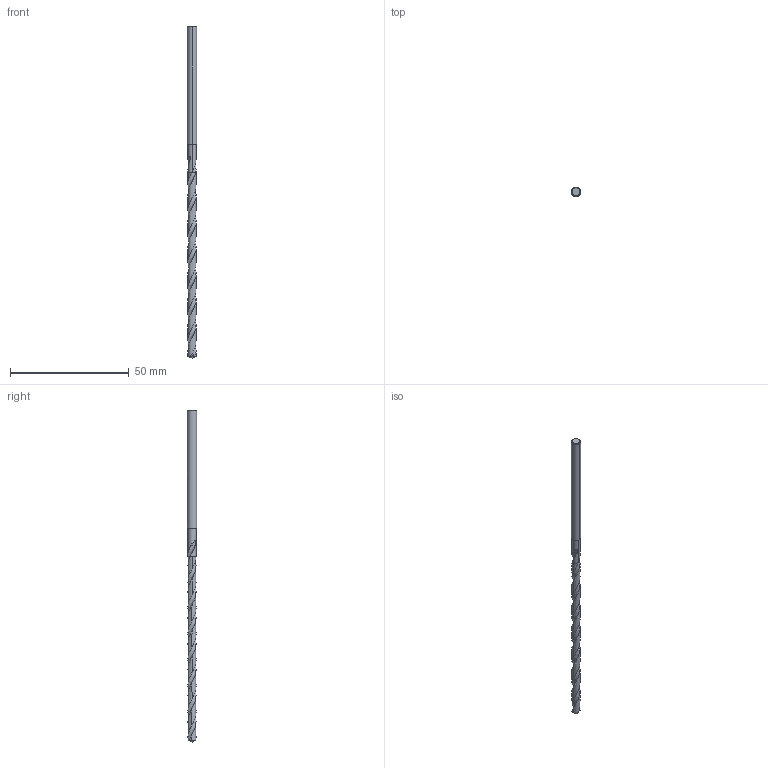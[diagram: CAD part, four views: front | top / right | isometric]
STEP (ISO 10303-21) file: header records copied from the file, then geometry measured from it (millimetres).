
FILE_DESCRIPTION(('no description'),'unknown implementation level');
FILE_NAME('solidpp1zVv0iRPsxEldlRZfJYA_MYlQ_1.STP',' ',('CIM GmbH Aachen'),('CADClick - KiM GmbH - www.kimweb.de'),'unknown preprocess','ACIS','unknown authorization');
FILE_SCHEMA(('automotive_design'));
Length unit declared in the file: millimetre
Products named in the file (2): 1; 2
Bounding box: 4 x 4 x 140 mm (x, y, z)
Volume: 1250 mm3; surface area: 1681.3 mm2
Topology: 2 solids, 2 shells, 63 faces, 173 edges, 111 vertices
Faces by surface type: cone 26, plane 19, cylinder 12, bspline 4, revolution 2
Entity records: 21875 total; most frequent: CARTESIAN_POINT 18490, STYLED_ITEM 345, PRESENTATION_STYLE_ASSIGNMENT 345, COLOUR_RGB 345, ORIENTED_EDGE 338, DIRECTION 243, EDGE_CURVE 169, CURVE_STYLE 169
